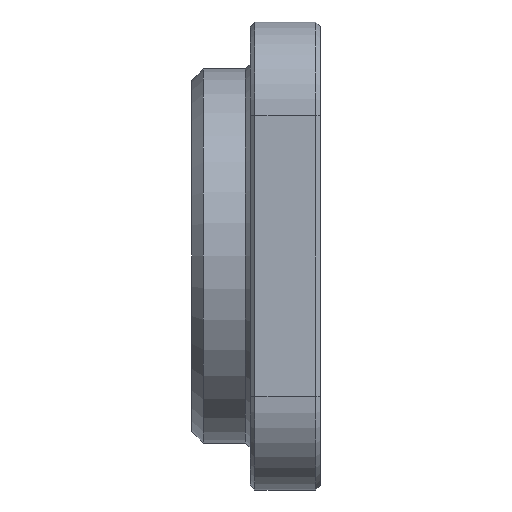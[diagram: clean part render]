
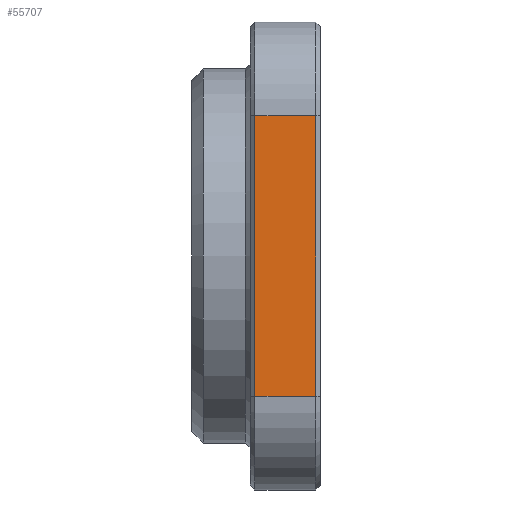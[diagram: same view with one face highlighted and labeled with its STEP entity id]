
A CAD part, left-side view. The second image highlights one B-rep face of the part: STEP entity #55707.
In plain terms, the highlighted planar face has unit normal (-1, 0, 0).
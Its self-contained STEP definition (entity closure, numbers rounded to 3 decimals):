
#196 = EDGE_LOOP ( 'NONE', ( #57051, #38758, #43478, #7378 ) ) ;
#493 = DIRECTION ( 'NONE',  ( 1., 0., 0. ) ) ;
#1106 = CARTESIAN_POINT ( 'NONE',  ( -40., 6., 20. ) ) ;
#1800 = CARTESIAN_POINT ( 'NONE',  ( -40., 0.4, 12. ) ) ;
#3996 = DIRECTION ( 'NONE',  ( 0., 1., 0. ) ) ;
#4338 = CARTESIAN_POINT ( 'NONE',  ( -40., 5.6, -12. ) ) ;
#7378 = ORIENTED_EDGE ( 'NONE', *, *, #37523, .T. ) ;
#8162 = VECTOR ( 'NONE', #49731, 1000. ) ;
#8716 = LINE ( 'NONE', #22314, #60136 ) ;
#10577 = VECTOR ( 'NONE', #45333, 1000. ) ;
#11585 = CARTESIAN_POINT ( 'NONE',  ( -40., 5.6, 20. ) ) ;
#14757 = DIRECTION ( 'NONE',  ( 0., -1., 0. ) ) ;
#16636 = LINE ( 'NONE', #11585, #10577 ) ;
#17015 = CARTESIAN_POINT ( 'NONE',  ( -40., 0.4, -12. ) ) ;
#22314 = CARTESIAN_POINT ( 'NONE',  ( -40., 6., 12. ) ) ;
#24086 = CARTESIAN_POINT ( 'NONE',  ( -40., 5.6, 12. ) ) ;
#25428 = VERTEX_POINT ( 'NONE', #61330 ) ;
#29236 = AXIS2_PLACEMENT_3D ( 'NONE', #1106, #493, #58805 ) ;
#34742 = VECTOR ( 'NONE', #14757, 1000. ) ;
#37424 = EDGE_CURVE ( 'NONE', #40612, #41791, #38425, .T. ) ;
#37523 = EDGE_CURVE ( 'NONE', #62208, #40612, #16636, .T. ) ;
#38425 = LINE ( 'NONE', #57020, #34742 ) ;
#38758 = ORIENTED_EDGE ( 'NONE', *, *, #42639, .T. ) ;
#39597 = FACE_OUTER_BOUND ( 'NONE', #196, .T. ) ;
#40612 = VERTEX_POINT ( 'NONE', #4338 ) ;
#40908 = LINE ( 'NONE', #1800, #8162 ) ;
#41791 = VERTEX_POINT ( 'NONE', #17015 ) ;
#42639 = EDGE_CURVE ( 'NONE', #41791, #25428, #40908, .T. ) ;
#43478 = ORIENTED_EDGE ( 'NONE', *, *, #52090, .T. ) ;
#44309 = PLANE ( 'NONE',  #29236 ) ;
#45333 = DIRECTION ( 'NONE',  ( 0., 0., -1. ) ) ;
#49731 = DIRECTION ( 'NONE',  ( 0., 0., 1. ) ) ;
#52090 = EDGE_CURVE ( 'NONE', #25428, #62208, #8716, .T. ) ;
#55707 = ADVANCED_FACE ( 'NONE', ( #39597 ), #44309, .F. ) ;
#57020 = CARTESIAN_POINT ( 'NONE',  ( -40., 6., -12. ) ) ;
#57051 = ORIENTED_EDGE ( 'NONE', *, *, #37424, .T. ) ;
#58805 = DIRECTION ( 'NONE',  ( 0., 0., -1. ) ) ;
#60136 = VECTOR ( 'NONE', #3996, 1000. ) ;
#61330 = CARTESIAN_POINT ( 'NONE',  ( -40., 0.4, 12. ) ) ;
#62208 = VERTEX_POINT ( 'NONE', #24086 ) ;
